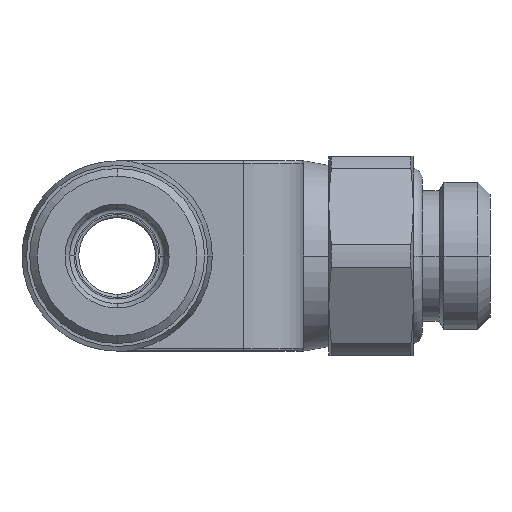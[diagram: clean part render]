
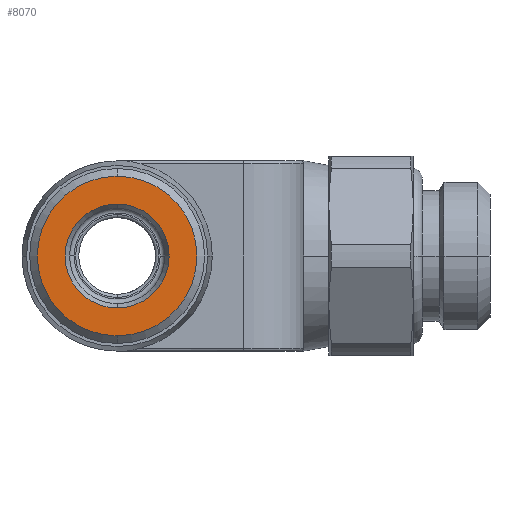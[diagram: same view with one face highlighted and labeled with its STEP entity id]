
A CAD part, left-side view. The second image highlights one B-rep face of the part: STEP entity #8070.
In plain terms, the highlighted planar face has unit normal (-1, 0, 0).
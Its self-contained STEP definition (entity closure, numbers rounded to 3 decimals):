
#2604=CARTESIAN_POINT('',(-19.1,0.,0.));
#2605=DIRECTION('',(1.,0.,0.));
#2606=DIRECTION('',(0.,0.,-1.));
#2607=AXIS2_PLACEMENT_3D('',#2604,#2605,#2606);
#2609=CARTESIAN_POINT('',(-19.1,0.,0.));
#2610=DIRECTION('',(-1.,0.,0.));
#2611=DIRECTION('',(0.,0.,-1.));
#2612=AXIS2_PLACEMENT_3D('',#2609,#2610,#2611);
#2614=CARTESIAN_POINT('',(-19.1,0.,0.));
#2615=DIRECTION('',(-1.,0.,0.));
#2616=DIRECTION('',(0.,0.,-1.));
#2617=AXIS2_PLACEMENT_3D('',#2614,#2615,#2616);
#2627=CARTESIAN_POINT('',(-19.1,0.,0.));
#2628=DIRECTION('',(1.,0.,0.));
#2629=DIRECTION('',(0.,0.,-1.));
#2630=AXIS2_PLACEMENT_3D('',#2627,#2628,#2629);
#4543=CARTESIAN_POINT('',(-19.1,0.,-3.389));
#4545=VERTEX_POINT('',#4543);
#4546=CARTESIAN_POINT('',(-19.1,0.,-5.2));
#4548=VERTEX_POINT('',#4546);
#4553=CARTESIAN_POINT('',(-19.1,0.,3.389));
#4555=VERTEX_POINT('',#4553);
#4556=CARTESIAN_POINT('',(-19.1,0.,5.2));
#4558=VERTEX_POINT('',#4556);
#8055=CARTESIAN_POINT('',(-19.1,0.,0.));
#8056=DIRECTION('',(-1.,0.,0.));
#8057=DIRECTION('',(0.,0.,1.));
#8058=AXIS2_PLACEMENT_3D('',#8055,#8056,#8057);
#8059=PLANE('',#8058);
#8061=ORIENTED_EDGE('',*,*,#8060,.F.);
#8063=ORIENTED_EDGE('',*,*,#8062,.T.);
#8064=EDGE_LOOP('',(#8061,#8063));
#8065=FACE_OUTER_BOUND('',#8064,.F.);
#8066=ORIENTED_EDGE('',*,*,#8048,.F.);
#8067=ORIENTED_EDGE('',*,*,#8037,.T.);
#8068=EDGE_LOOP('',(#8066,#8067));
#8069=FACE_BOUND('',#8068,.F.);
#8070=ADVANCED_FACE('',(#8065,#8069),#8059,.T.);
#2608=CIRCLE('',#2607,3.389);
#2613=CIRCLE('',#2612,3.389);
#2618=CIRCLE('',#2617,5.2);
#2631=CIRCLE('',#2630,5.2);
#8037=EDGE_CURVE('',#4545,#4555,#2613,.T.);
#8048=EDGE_CURVE('',#4545,#4555,#2608,.T.);
#8060=EDGE_CURVE('',#4548,#4558,#2618,.T.);
#8062=EDGE_CURVE('',#4548,#4558,#2631,.T.);
